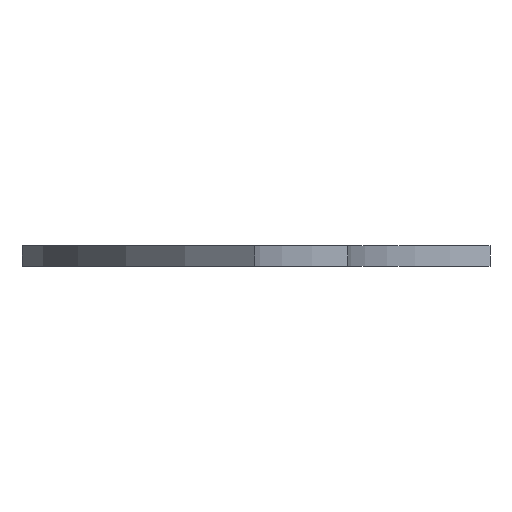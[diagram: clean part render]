
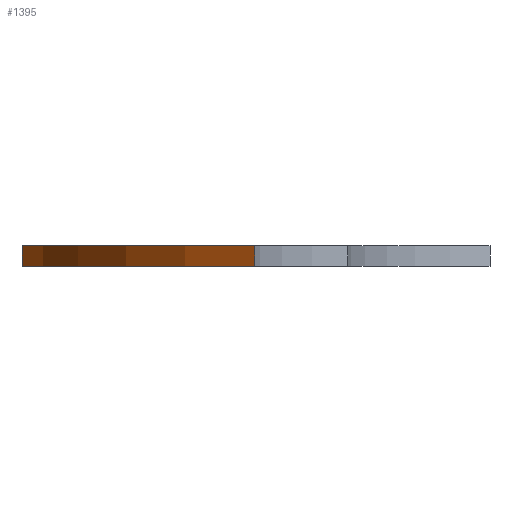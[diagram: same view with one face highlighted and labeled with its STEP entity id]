
A CAD part, left-side view. The second image highlights one B-rep face of the part: STEP entity #1395.
In plain terms, the highlighted cylindrical face has radius 280.382 mm (diameter 560.764 mm), a partial arc.
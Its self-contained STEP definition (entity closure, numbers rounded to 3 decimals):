
#179=FACE_OUTER_BOUND('',#243,.T.);
#243=EDGE_LOOP('',(#1127,#1128,#1129,#1130));
#407=LINE('',#2348,#473);
#408=LINE('',#2354,#474);
#473=VECTOR('',#1977,10.);
#474=VECTOR('',#1984,10.);
#593=CIRCLE('',#1582,280.382);
#594=CIRCLE('',#1583,280.382);
#709=VERTEX_POINT('',#2344);
#710=VERTEX_POINT('',#2346);
#711=VERTEX_POINT('',#2350);
#712=VERTEX_POINT('',#2352);
#887=EDGE_CURVE('',#709,#710,#407,.T.);
#888=EDGE_CURVE('',#711,#709,#593,.T.);
#889=EDGE_CURVE('',#712,#710,#594,.T.);
#890=EDGE_CURVE('',#711,#712,#408,.T.);
#1127=ORIENTED_EDGE('',*,*,#888,.T.);
#1128=ORIENTED_EDGE('',*,*,#887,.T.);
#1129=ORIENTED_EDGE('',*,*,#889,.F.);
#1130=ORIENTED_EDGE('',*,*,#890,.F.);
#1337=CYLINDRICAL_SURFACE('',#1581,280.382);
#1395=ADVANCED_FACE('',(#179),#1337,.T.);
#1581=AXIS2_PLACEMENT_3D('',#2349,#1978,#1979);
#1582=AXIS2_PLACEMENT_3D('',#2351,#1980,#1981);
#1583=AXIS2_PLACEMENT_3D('',#2353,#1982,#1983);
#1977=DIRECTION('',(0.,0.,1.));
#1978=DIRECTION('center_axis',(0.,0.,1.));
#1979=DIRECTION('ref_axis',(-0.156,0.988,0.));
#1980=DIRECTION('center_axis',(0.,0.,1.));
#1981=DIRECTION('ref_axis',(-0.156,0.988,0.));
#1982=DIRECTION('center_axis',(0.,0.,1.));
#1983=DIRECTION('ref_axis',(-0.156,0.988,0.));
#1984=DIRECTION('',(0.,0.,1.));
#2344=CARTESIAN_POINT('',(0.,110.,0.));
#2346=CARTESIAN_POINT('',(0.,110.,10.));
#2348=CARTESIAN_POINT('',(0.,110.,0.));
#2349=CARTESIAN_POINT('Origin',(228.477,-52.52,0.));
#2350=CARTESIAN_POINT('',(184.612,224.41,0.));
#2351=CARTESIAN_POINT('Origin',(228.477,-52.52,0.));
#2352=CARTESIAN_POINT('',(184.612,224.41,10.));
#2353=CARTESIAN_POINT('Origin',(228.477,-52.52,10.));
#2354=CARTESIAN_POINT('',(184.612,224.41,0.));
